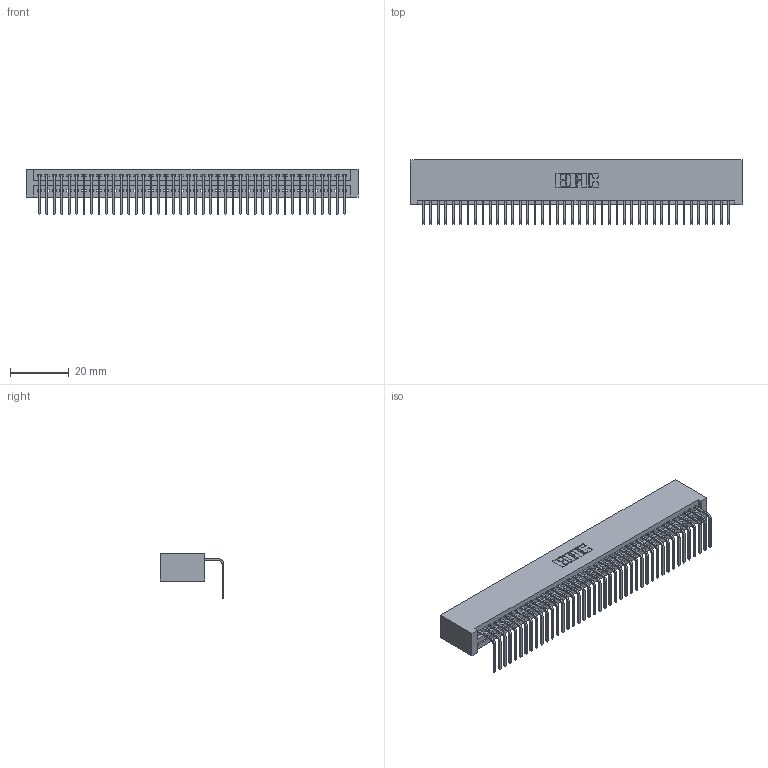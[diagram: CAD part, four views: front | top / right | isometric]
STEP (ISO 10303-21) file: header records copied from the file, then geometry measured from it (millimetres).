
FILE_DESCRIPTION (( 'STEP AP203' ), '1' );
FILE_NAME ('345-042-558-101.STEP', '2018-09-07T23:58:47', ( '' ), ( '' ), 'SwSTEP 2.0', 'SolidWorks 2016', '' );
FILE_SCHEMA (( 'CONFIG_CONTROL_DESIGN' ));
Length unit declared in the file: inch
Products named in the file (3): 345 Part_No Mounting Lugs; 345-292-001_558 Tail - 2; 345-042-558-101
Assembly tree (43 placements, depth 2):
  345-042-558-101
    345 Part_No Mounting Lugs
    345-292-001_558 Tail - 2  x42
Bounding box: 113.28 x 21.83 x 15.37 mm (x, y, z)
Volume: 11484.1 mm3; surface area: 16273.8 mm2
Topology: 43 solids, 43 shells, 2638 faces, 7961 edges, 5250 vertices
Faces by surface type: plane 1840, cylinder 798
Entity records: 31417 total; most frequent: CARTESIAN_POINT 5450, ORIENTED_EDGE 5426, DIRECTION 4753, EDGE_CURVE 2713, LINE 2421, VECTOR 2421, VERTEX_POINT 1806, AXIS2_PLACEMENT_3D 1166
